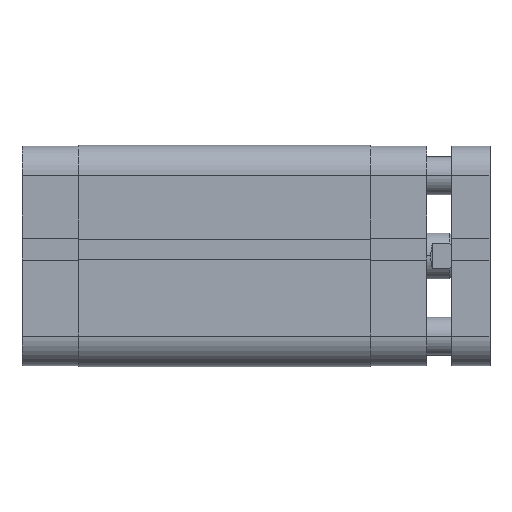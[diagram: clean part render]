
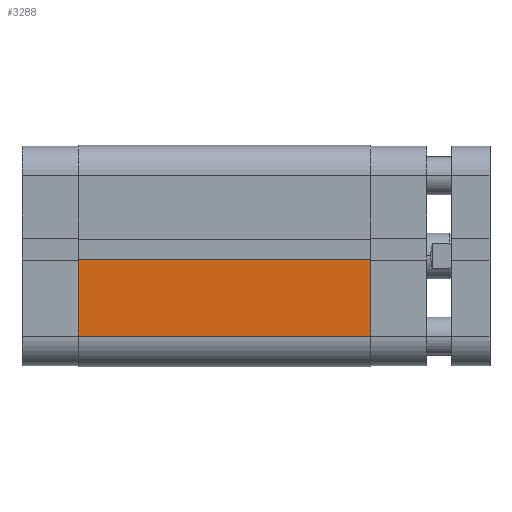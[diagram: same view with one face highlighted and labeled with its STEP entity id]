
A CAD part, top view. The second image highlights one B-rep face of the part: STEP entity #3288.
In plain terms, the highlighted face is planar.
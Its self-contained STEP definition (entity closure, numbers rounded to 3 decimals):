
#331 = LINE ( 'NONE', #7798, #332 ) ;
#332 = VECTOR ( 'NONE', #7799, 1000. ) ;
#333 = LINE ( 'NONE', #7800, #334 ) ;
#334 = VECTOR ( 'NONE', #7801, 1000. ) ;
#339 = LINE ( 'NONE', #7807, #340 ) ;
#340 = VECTOR ( 'NONE', #7808, 1000. ) ;
#343 = LINE ( 'NONE', #7806, #347 ) ;
#347 = VECTOR ( 'NONE', #7817, 1000. ) ;
#534 = FACE_OUTER_BOUND ( 'NONE', #6261, .T. ) ;
#2660 = EDGE_CURVE ( 'NONE', #3422, #3420, #331, .T. ) ;
#2661 = EDGE_CURVE ( 'NONE', #3423, #3422, #333, .T. ) ;
#2664 = EDGE_CURVE ( 'NONE', #3421, #3420, #339, .T. ) ;
#2668 = EDGE_CURVE ( 'NONE', #3423, #3421, #343, .T. ) ;
#2962 = AXIS2_PLACEMENT_3D ( 'NONE', #8131, #8134, #8135 ) ;
#3288 = ADVANCED_FACE ( 'NONE', ( #534 ), #8132, .T. ) ;
#3420 = VERTEX_POINT ( 'NONE', #8302 ) ;
#3421 = VERTEX_POINT ( 'NONE', #8303 ) ;
#3422 = VERTEX_POINT ( 'NONE', #8304 ) ;
#3423 = VERTEX_POINT ( 'NONE', #8305 ) ;
#5093 = ORIENTED_EDGE ( 'NONE', *, *, #2664, .T. ) ;
#5094 = ORIENTED_EDGE ( 'NONE', *, *, #2668, .T. ) ;
#5095 = ORIENTED_EDGE ( 'NONE', *, *, #2661, .F. ) ;
#5096 = ORIENTED_EDGE ( 'NONE', *, *, #2660, .F. ) ;
#6261 = EDGE_LOOP ( 'NONE', ( #5096, #5095, #5094, #5093 ) ) ;
#7798 = CARTESIAN_POINT ( 'NONE',  ( 29., -63.941, 0. ) ) ;
#7799 = DIRECTION ( 'NONE',  ( 0., -1., 0. ) ) ;
#7800 = CARTESIAN_POINT ( 'NONE',  ( 29., 21., 76.5 ) ) ;
#7801 = DIRECTION ( 'NONE',  ( 0., 0., -1. ) ) ;
#7806 = CARTESIAN_POINT ( 'NONE',  ( 29., -63.941, 76.5 ) ) ;
#7807 = CARTESIAN_POINT ( 'NONE',  ( 29., 0.85, 76.5 ) ) ;
#7808 = DIRECTION ( 'NONE',  ( 0., 0., -1. ) ) ;
#7817 = DIRECTION ( 'NONE',  ( 0., -1., 0. ) ) ;
#8131 = CARTESIAN_POINT ( 'NONE',  ( 29., -63.941, 76.5 ) ) ;
#8132 = PLANE ( 'NONE',  #2962 ) ;
#8134 = DIRECTION ( 'NONE',  ( 1., 0., 0. ) ) ;
#8135 = DIRECTION ( 'NONE',  ( 0., 1., 0. ) ) ;
#8302 = CARTESIAN_POINT ( 'NONE',  ( 29., 0.85, 0. ) ) ;
#8303 = CARTESIAN_POINT ( 'NONE',  ( 29., 0.85, 76.5 ) ) ;
#8304 = CARTESIAN_POINT ( 'NONE',  ( 29., 21., 0. ) ) ;
#8305 = CARTESIAN_POINT ( 'NONE',  ( 29., 21., 76.5 ) ) ;
